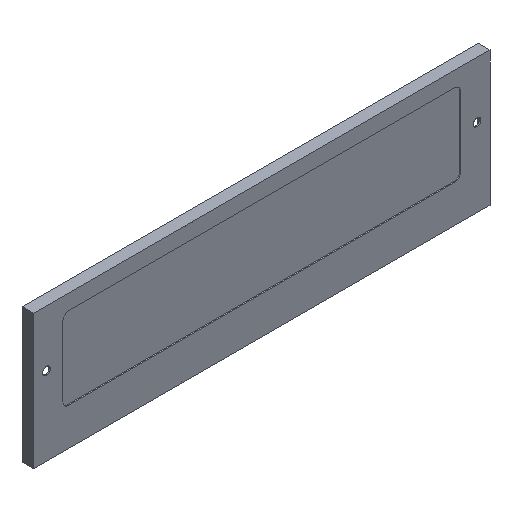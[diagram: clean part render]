
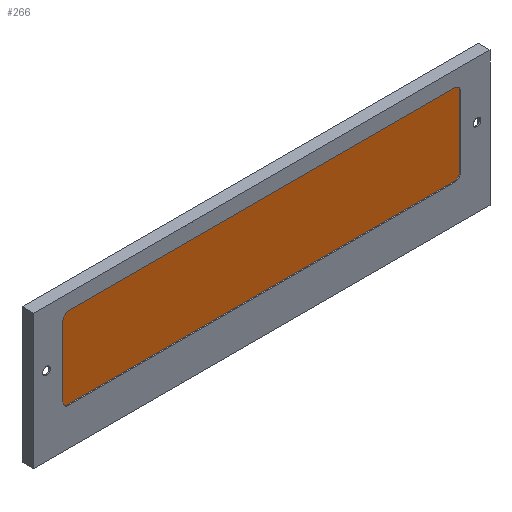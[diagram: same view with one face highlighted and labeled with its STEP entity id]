
A CAD part, isometric view. The second image highlights one B-rep face of the part: STEP entity #266.
In plain terms, the highlighted face is planar.
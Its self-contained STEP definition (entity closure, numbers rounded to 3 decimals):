
#45 = CARTESIAN_POINT ( 'NONE',  ( 178., 0., -1. ) ) ;
#125 = LINE ( 'NONE', #787, #2523 ) ;
#261 = VECTOR ( 'NONE', #2024, 1000. ) ;
#266 = ADVANCED_FACE ( 'NONE', ( #1500 ), #2141, .F. ) ;
#386 = LINE ( 'NONE', #1779, #2748 ) ;
#451 = EDGE_CURVE ( 'NONE', #2931, #720, #386, .T. ) ;
#465 = DIRECTION ( 'NONE',  ( 0., 1., 0. ) ) ;
#482 = LINE ( 'NONE', #1389, #2346 ) ;
#586 = LINE ( 'NONE', #622, #261 ) ;
#622 = CARTESIAN_POINT ( 'NONE',  ( 178., 81.8, -1. ) ) ;
#720 = VERTEX_POINT ( 'NONE', #2392 ) ;
#787 = CARTESIAN_POINT ( 'NONE',  ( -178., 0., -1. ) ) ;
#975 = EDGE_LOOP ( 'NONE', ( #1188, #977, #2758, #1393 ) ) ;
#977 = ORIENTED_EDGE ( 'NONE', *, *, #2797, .F. ) ;
#1151 = EDGE_CURVE ( 'NONE', #720, #1221, #125, .T. ) ;
#1188 = ORIENTED_EDGE ( 'NONE', *, *, #1151, .T. ) ;
#1221 = VERTEX_POINT ( 'NONE', #1980 ) ;
#1274 = CARTESIAN_POINT ( 'NONE',  ( 178., 0., -1. ) ) ;
#1389 = CARTESIAN_POINT ( 'NONE',  ( 178., 0., -1. ) ) ;
#1393 = ORIENTED_EDGE ( 'NONE', *, *, #451, .T. ) ;
#1444 = DIRECTION ( 'NONE',  ( 0., -1., 0. ) ) ;
#1454 = DIRECTION ( 'NONE',  ( 0., 0., 1. ) ) ;
#1500 = FACE_OUTER_BOUND ( 'NONE', #975, .T. ) ;
#1720 = DIRECTION ( 'NONE',  ( 0., 1., 0. ) ) ;
#1779 = CARTESIAN_POINT ( 'NONE',  ( 178., 0., -1. ) ) ;
#1862 = AXIS2_PLACEMENT_3D ( 'NONE', #1274, #1454, #1444 ) ;
#1980 = CARTESIAN_POINT ( 'NONE',  ( -178., 81.8, -1. ) ) ;
#2024 = DIRECTION ( 'NONE',  ( -1., 0., 0. ) ) ;
#2124 = VERTEX_POINT ( 'NONE', #2908 ) ;
#2141 = PLANE ( 'NONE',  #1862 ) ;
#2209 = EDGE_CURVE ( 'NONE', #2931, #2124, #482, .T. ) ;
#2255 = DIRECTION ( 'NONE',  ( -1., 0., 0. ) ) ;
#2346 = VECTOR ( 'NONE', #465, 1000. ) ;
#2392 = CARTESIAN_POINT ( 'NONE',  ( -178., 0., -1. ) ) ;
#2523 = VECTOR ( 'NONE', #1720, 1000. ) ;
#2748 = VECTOR ( 'NONE', #2255, 1000. ) ;
#2758 = ORIENTED_EDGE ( 'NONE', *, *, #2209, .F. ) ;
#2797 = EDGE_CURVE ( 'NONE', #2124, #1221, #586, .T. ) ;
#2908 = CARTESIAN_POINT ( 'NONE',  ( 178., 81.8, -1. ) ) ;
#2931 = VERTEX_POINT ( 'NONE', #45 ) ;
